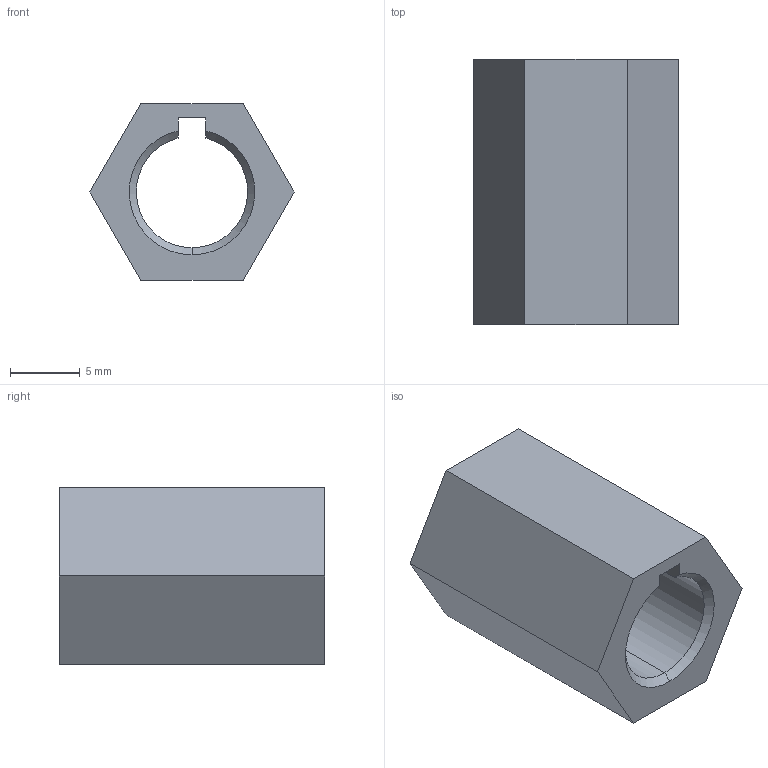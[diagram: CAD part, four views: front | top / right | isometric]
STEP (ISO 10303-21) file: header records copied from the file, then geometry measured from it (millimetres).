
FILE_DESCRIPTION (( 'STEP AP214' ), '1' );
FILE_NAME ('am-0588 8mm 500 Hex Adapter Shaft.STEP', '2014-08-20T21:01:52', ( '' ), ( '' ), 'SwSTEP 2.0', 'SolidWorks 2014', '' );
FILE_SCHEMA (( 'AUTOMOTIVE_DESIGN' ));
Length unit declared in the file: inch
Products named in the file (1): am-0588 8mm 500 Hex Adapter Shaft
Bounding box: 14.66 x 19.05 x 12.7 mm (x, y, z)
Volume: 1645 mm3; surface area: 1531.5 mm2
Topology: 1 solids, 1 shells, 16 faces, 41 edges, 27 vertices
Faces by surface type: plane 11, cone 3, cylinder 2
Entity records: 532 total; most frequent: CARTESIAN_POINT 97, ORIENTED_EDGE 82, DIRECTION 78, EDGE_CURVE 41, VECTOR 30, LINE 30, VERTEX_POINT 27, AXIS2_PLACEMENT_3D 24
